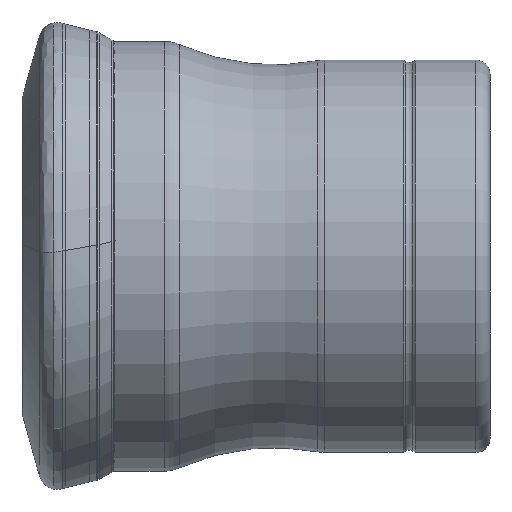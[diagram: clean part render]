
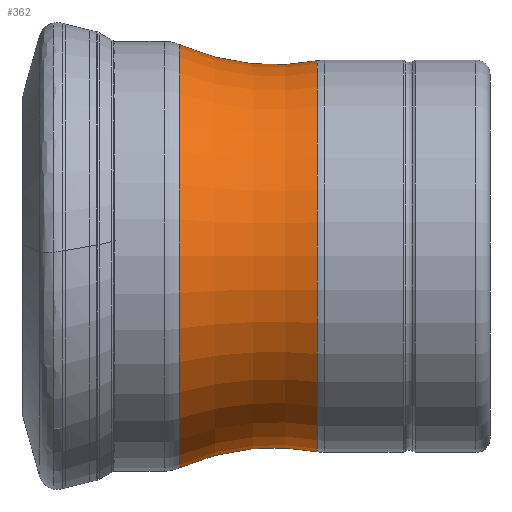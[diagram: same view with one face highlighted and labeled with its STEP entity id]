
A CAD part, front view. The second image highlights one B-rep face of the part: STEP entity #362.
In plain terms, the highlighted toroidal (fillet/blend) face has major radius 45.5 mm and minor radius 25 mm.
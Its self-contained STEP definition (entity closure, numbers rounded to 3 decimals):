
#362=ADVANCED_FACE('',(#472,#473),#461,.F.);
#461=TOROIDAL_SURFACE('',#1355,45.5,25.);
#472=FACE_BOUND('',#510,.T.);
#473=FACE_BOUND('',#511,.T.);
#510=EDGE_LOOP('',(#628));
#511=EDGE_LOOP('',(#629));
#628=ORIENTED_EDGE('',*,*,#1078,.F.);
#629=ORIENTED_EDGE('',*,*,#1076,.T.);
#978=VERTEX_POINT('',#1810);
#980=VERTEX_POINT('',#1815);
#1076=EDGE_CURVE('',#978,#978,#1252,.T.);
#1078=EDGE_CURVE('',#980,#980,#1254,.T.);
#1252=CIRCLE('',#1351,20.931);
#1254=CIRCLE('',#1354,22.655);
#1351=AXIS2_PLACEMENT_3D('',#1809,#1484,#1485);
#1354=AXIS2_PLACEMENT_3D('',#1814,#1490,#1491);
#1355=AXIS2_PLACEMENT_3D('',#1816,#1492,#1493);
#1484=DIRECTION('',(-1.,0.,0.));
#1485=DIRECTION('',(0.,0.,1.));
#1490=DIRECTION('',(-1.,0.,0.));
#1491=DIRECTION('',(0.,0.,1.));
#1492=DIRECTION('',(-1.,0.,0.));
#1493=DIRECTION('',(0.,0.,1.));
#1809=CARTESIAN_POINT('',(31.52,0.,0.));
#1810=CARTESIAN_POINT('',(31.52,0.,20.931));
#1814=CARTESIAN_POINT('',(16.743,0.,0.));
#1815=CARTESIAN_POINT('',(16.743,0.,22.655));
#1816=CARTESIAN_POINT('',(26.897,0.,0.));
